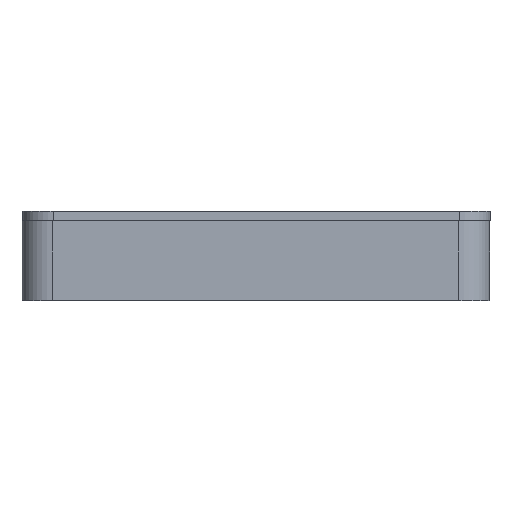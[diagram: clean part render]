
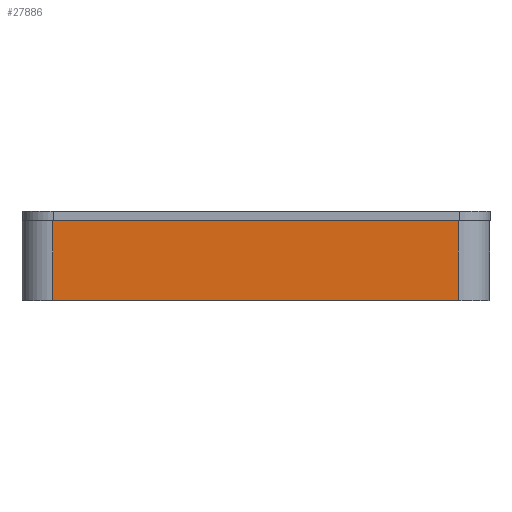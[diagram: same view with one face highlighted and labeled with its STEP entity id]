
A CAD part, left-side view. The second image highlights one B-rep face of the part: STEP entity #27886.
In plain terms, the highlighted face is planar.
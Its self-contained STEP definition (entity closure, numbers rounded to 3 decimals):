
#4290=FACE_OUTER_BOUND('',#5823,.T.);
#5823=EDGE_LOOP('',(#25876,#25877,#25878,#25879));
#8169=LINE('',#54953,#10532);
#8177=LINE('',#54970,#10540);
#8193=LINE('',#55019,#10556);
#8194=LINE('',#55022,#10557);
#10532=VECTOR('',#32461,10.);
#10540=VECTOR('',#32473,10.);
#10556=VECTOR('',#32517,10.);
#10557=VECTOR('',#32522,10.);
#13329=VERTEX_POINT('',#54946);
#13332=VERTEX_POINT('',#54951);
#13339=VERTEX_POINT('',#54969);
#13358=VERTEX_POINT('',#55018);
#17505=EDGE_CURVE('',#13332,#13329,#8169,.T.);
#17513=EDGE_CURVE('',#13329,#13339,#8177,.T.);
#17538=EDGE_CURVE('',#13339,#13358,#8193,.T.);
#17540=EDGE_CURVE('',#13358,#13332,#8194,.T.);
#25876=ORIENTED_EDGE('',*,*,#17505,.F.);
#25877=ORIENTED_EDGE('',*,*,#17540,.F.);
#25878=ORIENTED_EDGE('',*,*,#17538,.F.);
#25879=ORIENTED_EDGE('',*,*,#17513,.F.);
#26475=PLANE('',#28677);
#27886=ADVANCED_FACE('',(#4290),#26475,.T.);
#28677=AXIS2_PLACEMENT_3D('',#55021,#32520,#32521);
#32461=DIRECTION('',(0.,0.,1.));
#32473=DIRECTION('',(0.,1.,0.));
#32517=DIRECTION('',(0.,0.,-1.));
#32520=DIRECTION('center_axis',(1.,0.,0.));
#32521=DIRECTION('ref_axis',(0.,1.,0.));
#32522=DIRECTION('',(0.,-1.,0.));
#54946=CARTESIAN_POINT('',(-14.488,40.092,13.));
#54951=CARTESIAN_POINT('',(-14.488,40.092,0.));
#54953=CARTESIAN_POINT('',(-14.488,40.092,0.));
#54969=CARTESIAN_POINT('',(-14.488,106.092,13.));
#54970=CARTESIAN_POINT('',(-14.488,111.092,13.));
#55018=CARTESIAN_POINT('',(-14.488,106.092,0.));
#55019=CARTESIAN_POINT('',(-14.488,106.092,0.));
#55021=CARTESIAN_POINT('Origin',(-14.488,35.092,0.));
#55022=CARTESIAN_POINT('',(-14.488,111.092,0.));
